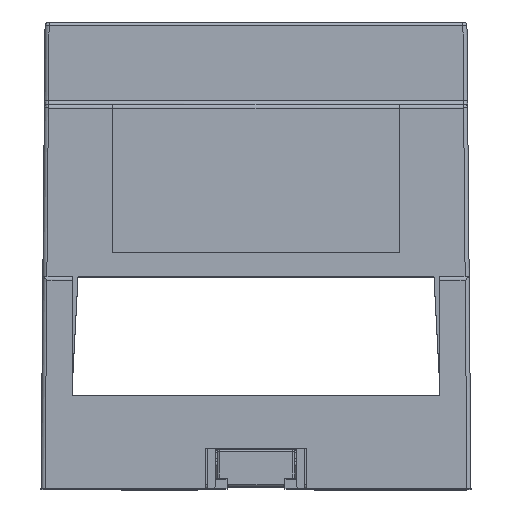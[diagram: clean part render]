
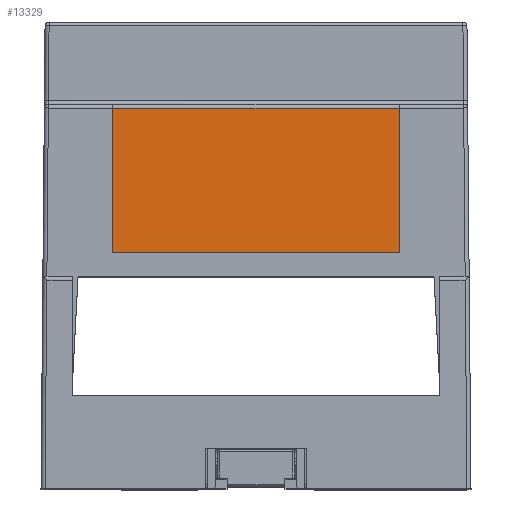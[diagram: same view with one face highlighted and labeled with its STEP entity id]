
A CAD part, top view. The second image highlights one B-rep face of the part: STEP entity #13329.
In plain terms, the highlighted face is planar.
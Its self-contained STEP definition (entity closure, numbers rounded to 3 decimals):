
#445 = DIRECTION ( 'NONE',  ( -0.009, 0., -1. ) ) ;
#1107 = CARTESIAN_POINT ( 'NONE',  ( 14.126, -16.955, 10.972 ) ) ;
#2520 = AXIS2_PLACEMENT_3D ( 'NONE', #8797, #8965, #30124 ) ;
#3132 = EDGE_CURVE ( 'NONE', #28243, #3461, #5299, .T. ) ;
#3461 = VERTEX_POINT ( 'NONE', #30751 ) ;
#5299 = LINE ( 'NONE', #31305, #19556 ) ;
#6602 = EDGE_LOOP ( 'NONE', ( #8737, #18090, #31915, #7818 ) ) ;
#6632 = VECTOR ( 'NONE', #20134, 1000. ) ;
#6830 = LINE ( 'NONE', #1107, #8054 ) ;
#7714 = DIRECTION ( 'NONE',  ( 0., -1., 0. ) ) ;
#7818 = ORIENTED_EDGE ( 'NONE', *, *, #33673, .T. ) ;
#8054 = VECTOR ( 'NONE', #22228, 1000. ) ;
#8716 = LINE ( 'NONE', #11655, #27621 ) ;
#8737 = ORIENTED_EDGE ( 'NONE', *, *, #3132, .T. ) ;
#8797 = CARTESIAN_POINT ( 'NONE',  ( 14.213, 0.845, 20.972 ) ) ;
#8965 = DIRECTION ( 'NONE',  ( -1., 0., 0.009 ) ) ;
#11655 = CARTESIAN_POINT ( 'NONE',  ( 14.282, 18.645, 28.878 ) ) ;
#12213 = VERTEX_POINT ( 'NONE', #24947 ) ;
#12304 = EDGE_CURVE ( 'NONE', #19472, #12213, #25511, .T. ) ;
#13329 = ADVANCED_FACE ( 'NONE', ( #15415 ), #33979, .T. ) ;
#14780 = CARTESIAN_POINT ( 'NONE',  ( 14.282, 0.845, 28.878 ) ) ;
#15001 = CARTESIAN_POINT ( 'NONE',  ( 14.282, 18.645, 28.878 ) ) ;
#15415 = FACE_OUTER_BOUND ( 'NONE', #6602, .T. ) ;
#18090 = ORIENTED_EDGE ( 'NONE', *, *, #31378, .T. ) ;
#19472 = VERTEX_POINT ( 'NONE', #15001 ) ;
#19556 = VECTOR ( 'NONE', #7714, 1000. ) ;
#20134 = DIRECTION ( 'NONE',  ( 0., -1., 0. ) ) ;
#22108 = CARTESIAN_POINT ( 'NONE',  ( 14.126, 18.645, 10.972 ) ) ;
#22228 = DIRECTION ( 'NONE',  ( 0.009, 0., 1. ) ) ;
#24947 = CARTESIAN_POINT ( 'NONE',  ( 14.282, -16.955, 28.878 ) ) ;
#25511 = LINE ( 'NONE', #14780, #6632 ) ;
#27621 = VECTOR ( 'NONE', #445, 1000. ) ;
#28243 = VERTEX_POINT ( 'NONE', #22108 ) ;
#30124 = DIRECTION ( 'NONE',  ( 0.009, 0., 1. ) ) ;
#30751 = CARTESIAN_POINT ( 'NONE',  ( 14.126, -16.955, 10.972 ) ) ;
#31305 = CARTESIAN_POINT ( 'NONE',  ( 14.126, -16.955, 10.972 ) ) ;
#31378 = EDGE_CURVE ( 'NONE', #3461, #12213, #6830, .T. ) ;
#31915 = ORIENTED_EDGE ( 'NONE', *, *, #12304, .F. ) ;
#33673 = EDGE_CURVE ( 'NONE', #19472, #28243, #8716, .T. ) ;
#33979 = PLANE ( 'NONE',  #2520 ) ;
